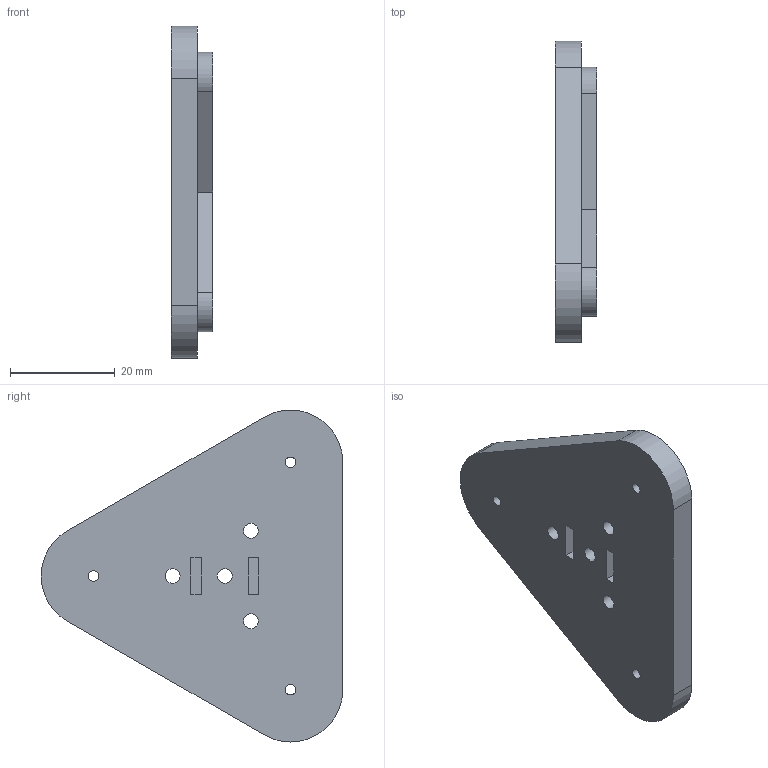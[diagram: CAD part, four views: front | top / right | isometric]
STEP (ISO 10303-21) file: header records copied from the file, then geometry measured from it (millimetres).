
FILE_DESCRIPTION(/* description */ (''),/* implementation_level */ '2;1');
FILE_NAME(/* name */ 'RibEnd.stp',/* time_stamp */ '2014-11-09T14:01:56-08:00',/* author */ ('Ryan'),/* organization */ (''),/* preprocessor_version */ 'ST-DEVELOPER v15.6',/* originating_system */ 'Autodesk Inventor 2015',/* authorisation */ '');
FILE_SCHEMA (('AUTOMOTIVE_DESIGN { 1 0 10303 214 3 1 1 }'));
Length unit declared in the file: millimetre
Products named in the file (1): RibEnd
Bounding box: 8 x 57.69 x 63.52 mm (x, y, z)
Volume: 14319.9 mm3; surface area: 6863.5 mm2
Topology: 1 solids, 1 shells, 35 faces, 94 edges, 64 vertices
Faces by surface type: plane 22, cylinder 13
Full cylindrical faces by diameter (mm): 2 x3, 2.85 x4
Entity records: 1087 total; most frequent: DIRECTION 181, CARTESIAN_POINT 179, ORIENTED_EDGE 166, EDGE_CURVE 83, AXIS2_PLACEMENT_3D 62, VERTEX_POINT 60, EDGE_LOOP 59, LINE 57
